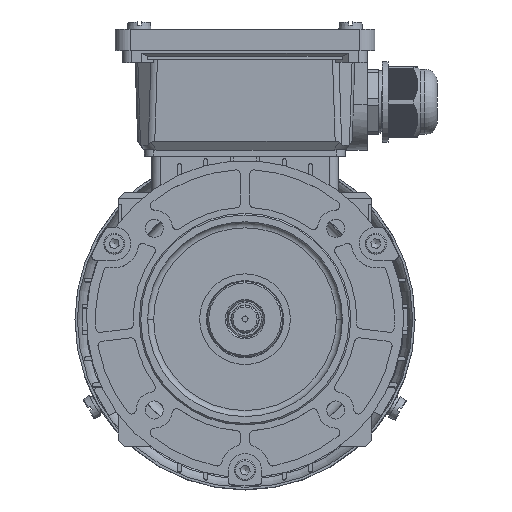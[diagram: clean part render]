
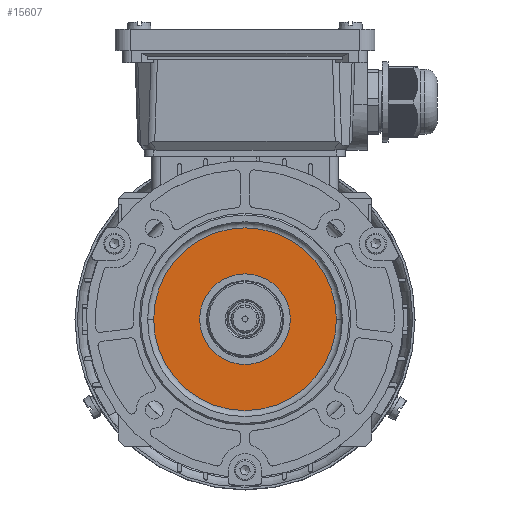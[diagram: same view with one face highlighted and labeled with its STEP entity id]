
A CAD part, top view. The second image highlights one B-rep face of the part: STEP entity #15607.
In plain terms, the highlighted planar face has unit normal (0, 0, 1).
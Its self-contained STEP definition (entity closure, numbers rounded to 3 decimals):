
#2047=PLANE('',#61653);
#2944=FACE_BOUND('',#22114,.T.);
#2945=FACE_BOUND('',#22115,.T.);
#15607=ADVANCED_FACE('',(#2944,#2945),#2047,.F.);
#22114=EDGE_LOOP('',(#39240,#39241));
#22115=EDGE_LOOP('',(#39242,#39243));
#24673=CIRCLE('',#61479,15.);
#24675=CIRCLE('',#61482,30.25);
#24813=CIRCLE('',#61650,30.25);
#24814=CIRCLE('',#61652,15.);
#39240=ORIENTED_EDGE('',*,*,#54391,.F.);
#39241=ORIENTED_EDGE('',*,*,#54603,.F.);
#39242=ORIENTED_EDGE('',*,*,#54602,.T.);
#39243=ORIENTED_EDGE('',*,*,#54395,.T.);
#46625=VERTEX_POINT('',#102428);
#46626=VERTEX_POINT('',#102429);
#46629=VERTEX_POINT('',#102437);
#46630=VERTEX_POINT('',#102438);
#54391=EDGE_CURVE('',#46625,#46626,#24673,.T.);
#54395=EDGE_CURVE('',#46629,#46630,#24675,.T.);
#54602=EDGE_CURVE('',#46630,#46629,#24813,.T.);
#54603=EDGE_CURVE('',#46626,#46625,#24814,.T.);
#61479=AXIS2_PLACEMENT_3D('',#102427,#75549,#75550);
#61482=AXIS2_PLACEMENT_3D('',#102436,#75557,#75558);
#61650=AXIS2_PLACEMENT_3D('',#102938,#75946,#75947);
#61652=AXIS2_PLACEMENT_3D('',#102940,#75950,#75951);
#61653=AXIS2_PLACEMENT_3D('',#102941,#75952,#75953);
#75549=DIRECTION('',(0.,0.,1.));
#75550=DIRECTION('',(1.,0.,0.));
#75557=DIRECTION('',(0.,0.,1.));
#75558=DIRECTION('',(1.,0.,0.));
#75946=DIRECTION('',(0.,0.,1.));
#75947=DIRECTION('',(1.,0.,0.));
#75950=DIRECTION('',(0.,0.,1.));
#75951=DIRECTION('',(1.,0.,0.));
#75952=DIRECTION('',(0.,0.,-1.));
#75953=DIRECTION('',(1.,0.,0.));
#102427=CARTESIAN_POINT('',(3.42,-1.52,66.));
#102428=CARTESIAN_POINT('',(18.42,-1.52,66.));
#102429=CARTESIAN_POINT('',(-11.58,-1.52,66.));
#102436=CARTESIAN_POINT('',(3.42,-1.52,66.));
#102437=CARTESIAN_POINT('',(-26.83,-1.52,66.));
#102438=CARTESIAN_POINT('',(33.67,-1.52,66.));
#102938=CARTESIAN_POINT('',(3.42,-1.52,66.));
#102940=CARTESIAN_POINT('',(3.42,-1.52,66.));
#102941=CARTESIAN_POINT('',(3.42,13.48,66.));
